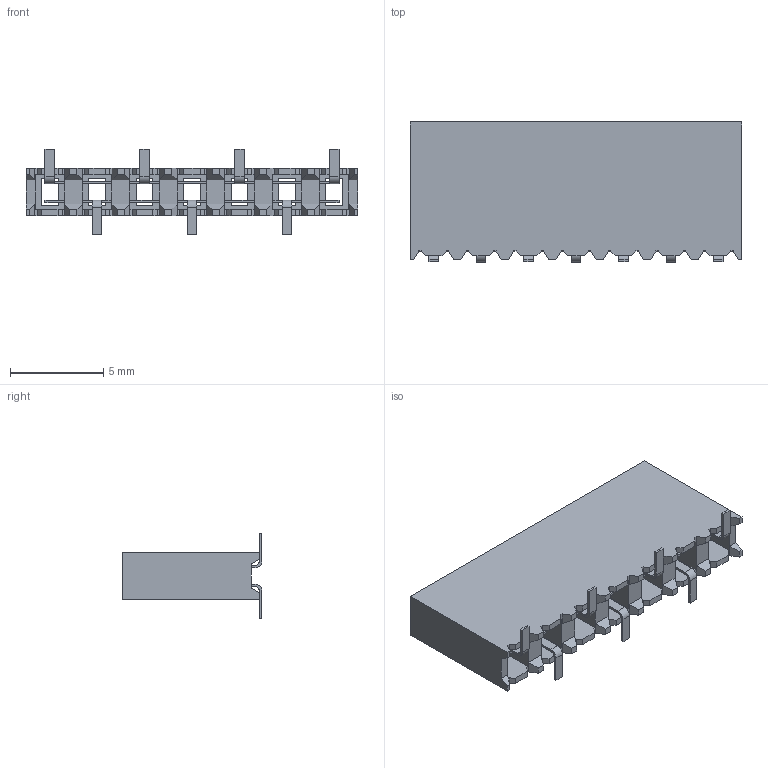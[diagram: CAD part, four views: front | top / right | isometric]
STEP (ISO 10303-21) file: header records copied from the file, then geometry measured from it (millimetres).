
FILE_DESCRIPTION(/* description */ ('STEP AP214'),/* implementation_level */ '2;1');
FILE_NAME(/* name */ 'SSM-107-L-SV-BE',/* time_stamp */ '2023-01-01T20:20:39+01:00',/* author */ ('License CC BY-ND 4.0'),/* organization */ ('CADENAS'),/* preprocessor_version */ 'ST-DEVELOPER v18.102',/* originating_system */ 'PARTsolutions',/* authorisation */ ' ');
FILE_SCHEMA (('AUTOMOTIVE_DESIGN {1 0 10303 214 3 1 1}'));
Length unit declared in the file: inch
Products named in the file (3): SSM-107-L-SV-BE; C-95-027; SSM-107-L-SV-BE_body
Assembly tree (2 placements, depth 2):
  SSM-107-L-SV-BE
    C-95-027
    SSM-107-L-SV-BE_body
Bounding box: 17.78 x 7.49 x 4.57 mm (x, y, z)
Volume: 212.5 mm3; surface area: 735.4 mm2
Topology: 2 solids, 2 shells, 303 faces, 894 edges, 596 vertices
Faces by surface type: plane 289, cylinder 14
Entity records: 10042 total; most frequent: CARTESIAN_POINT 1796, ORIENTED_EDGE 1788, DIRECTION 1534, EDGE_CURVE 894, LINE 866, VECTOR 866, VERTEX_POINT 596, AXIS2_PLACEMENT_3D 334
